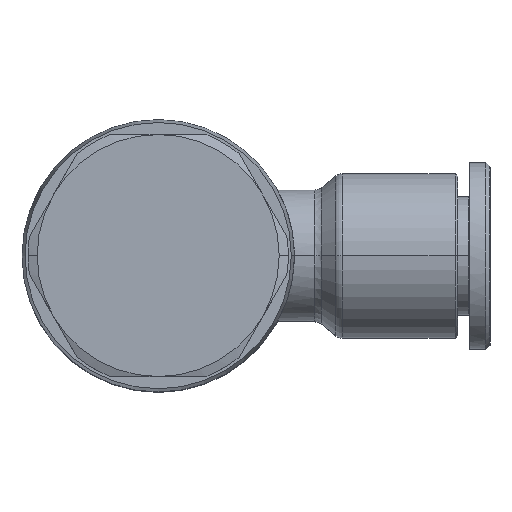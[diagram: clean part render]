
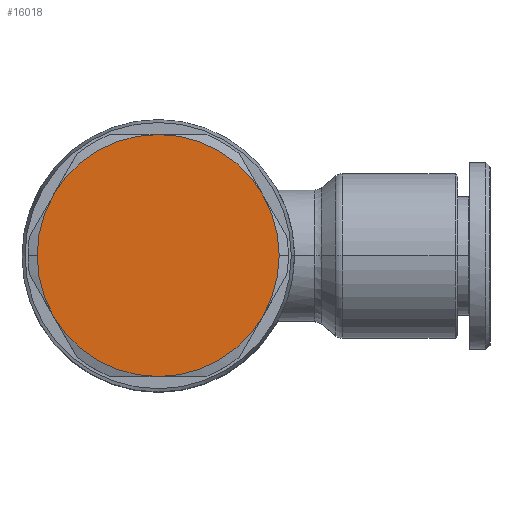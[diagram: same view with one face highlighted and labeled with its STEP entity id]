
A CAD part, top view. The second image highlights one B-rep face of the part: STEP entity #16018.
In plain terms, the highlighted planar face has unit normal (0, 0, 1).
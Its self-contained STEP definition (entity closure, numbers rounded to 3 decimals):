
#1208=CARTESIAN_POINT('',(-3.1,0.,16.));
#1209=VERTEX_POINT('',#1208);
#1217=CARTESIAN_POINT('',(-1.492,-6.,16.0));
#1218=VERTEX_POINT('',#1217);
#1232=CARTESIAN_POINT('',(8.9,0.,16.));
#1233=DIRECTION('',(0.0,0.0,1.0));
#1234=DIRECTION('',(-1.0,0.0,0.0));
#1235=AXIS2_PLACEMENT_3D('',#1232,#1233,#1234);
#1236=CIRCLE('',#1235,12.);
#1237=EDGE_CURVE('',#1209,#1218,#1236,.T.);
#1247=CARTESIAN_POINT('',(20.9,0.,16.));
#1248=VERTEX_POINT('',#1247);
#1255=CARTESIAN_POINT('',(19.292,-6.,16.));
#1256=VERTEX_POINT('',#1255);
#1257=CARTESIAN_POINT('',(8.9,0.,16.));
#1258=DIRECTION('',(0.0,0.0,1.0));
#1259=DIRECTION('',(-1.0,0.0,0.0));
#1260=AXIS2_PLACEMENT_3D('',#1257,#1258,#1259);
#1261=CIRCLE('',#1260,12.);
#1262=EDGE_CURVE('',#1256,#1248,#1261,.T.);
#15432=CARTESIAN_POINT('',(8.9,-12.,16.));
#15433=VERTEX_POINT('',#15432);
#15469=CARTESIAN_POINT('',(8.9,0.,16.));
#15470=DIRECTION('',(0.0,0.0,1.0));
#15471=DIRECTION('',(-1.0,0.0,0.0));
#15472=AXIS2_PLACEMENT_3D('',#15469,#15470,#15471);
#15473=CIRCLE('',#15472,12.);
#15474=EDGE_CURVE('',#15433,#1256,#15473,.T.);
#15521=CARTESIAN_POINT('',(8.9,0.,16.));
#15522=DIRECTION('',(0.0,0.0,1.0));
#15523=DIRECTION('',(-1.0,0.0,0.0));
#15524=AXIS2_PLACEMENT_3D('',#15521,#15522,#15523);
#15525=CIRCLE('',#15524,12.);
#15526=EDGE_CURVE('',#1218,#15433,#15525,.T.);
#15546=CARTESIAN_POINT('',(19.292,6.,16.));
#15547=VERTEX_POINT('',#15546);
#15561=CARTESIAN_POINT('',(8.9,0.,16.));
#15562=DIRECTION('',(0.0,0.0,1.0));
#15563=DIRECTION('',(-1.0,0.0,0.0));
#15564=AXIS2_PLACEMENT_3D('',#15561,#15562,#15563);
#15565=CIRCLE('',#15564,12.);
#15566=EDGE_CURVE('',#1248,#15547,#15565,.T.);
#15600=CARTESIAN_POINT('',(8.9,12.,16.));
#15601=VERTEX_POINT('',#15600);
#15615=CARTESIAN_POINT('',(8.9,0.,16.));
#15616=DIRECTION('',(0.0,0.0,1.0));
#15617=DIRECTION('',(-1.0,0.0,0.0));
#15618=AXIS2_PLACEMENT_3D('',#15615,#15616,#15617);
#15619=CIRCLE('',#15618,12.);
#15620=EDGE_CURVE('',#15547,#15601,#15619,.T.);
#15630=CARTESIAN_POINT('',(-1.492,6.,16.0));
#15631=VERTEX_POINT('',#15630);
#15647=CARTESIAN_POINT('',(8.9,0.,16.));
#15648=DIRECTION('',(0.0,0.0,1.0));
#15649=DIRECTION('',(-1.0,0.0,0.0));
#15650=AXIS2_PLACEMENT_3D('',#15647,#15648,#15649);
#15651=CIRCLE('',#15650,12.);
#15652=EDGE_CURVE('',#15601,#15631,#15651,.T.);
#15685=CARTESIAN_POINT('',(8.9,0.,16.));
#15686=DIRECTION('',(0.0,0.0,1.0));
#15687=DIRECTION('',(-1.0,0.0,0.0));
#15688=AXIS2_PLACEMENT_3D('',#15685,#15686,#15687);
#15689=CIRCLE('',#15688,12.);
#15690=EDGE_CURVE('',#15631,#1209,#15689,.T.);
#16003=CARTESIAN_POINT('',(8.9,0.,16.));
#16004=DIRECTION('',(0.0,0.0,1.0));
#16005=DIRECTION('',(-1.0,0.0,0.0));
#16006=AXIS2_PLACEMENT_3D('',#16003,#16004,#16005);
#16007=PLANE('',#16006);
#16008=ORIENTED_EDGE('',*,*,#1262,.T.);
#16009=ORIENTED_EDGE('',*,*,#15566,.T.);
#16010=ORIENTED_EDGE('',*,*,#15620,.T.);
#16011=ORIENTED_EDGE('',*,*,#15652,.T.);
#16012=ORIENTED_EDGE('',*,*,#15690,.T.);
#16013=ORIENTED_EDGE('',*,*,#1237,.T.);
#16014=ORIENTED_EDGE('',*,*,#15526,.T.);
#16015=ORIENTED_EDGE('',*,*,#15474,.T.);
#16016=EDGE_LOOP('',(#16008,#16009,#16010,#16011,#16012,#16013,#16014,#16015));
#16017=FACE_OUTER_BOUND('',#16016,.T.);
#16018=ADVANCED_FACE('',(#16017),#16007,.T.);
